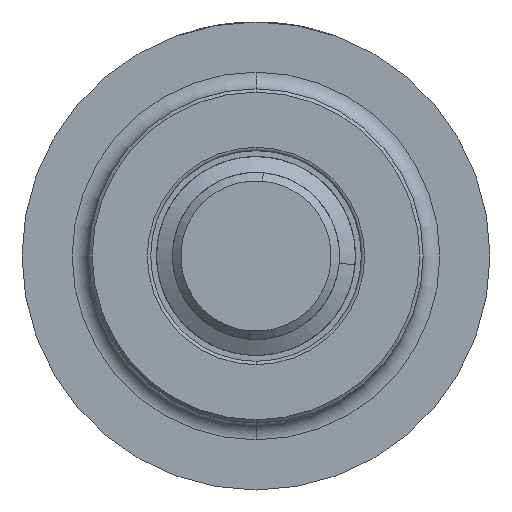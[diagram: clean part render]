
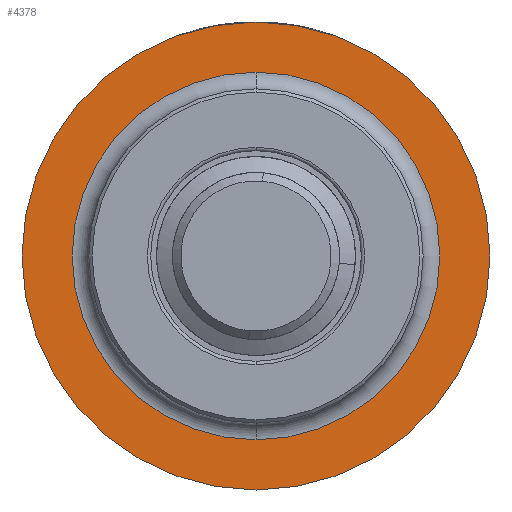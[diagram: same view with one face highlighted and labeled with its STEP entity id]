
A CAD part, front view. The second image highlights one B-rep face of the part: STEP entity #4378.
In plain terms, the highlighted planar face has unit normal (0, -1, 0).
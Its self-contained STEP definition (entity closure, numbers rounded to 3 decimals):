
#257 = CARTESIAN_POINT ( 'NONE',  ( 0., 7.42, 11. ) ) ;
#436 = CARTESIAN_POINT ( 'NONE',  ( 0., 7.42, -14. ) ) ;
#566 = VERTEX_POINT ( 'NONE', #257 ) ;
#587 = CARTESIAN_POINT ( 'NONE',  ( 0., 7.42, 0. ) ) ;
#771 = DIRECTION ( 'NONE',  ( 0., 0., -1. ) ) ;
#1112 = AXIS2_PLACEMENT_3D ( 'NONE', #7925, #4820, #2179 ) ;
#1201 = DIRECTION ( 'NONE',  ( 0., -1., 0. ) ) ;
#1260 = DIRECTION ( 'NONE',  ( 0., -1., 0. ) ) ;
#1306 = CARTESIAN_POINT ( 'NONE',  ( 0., 7.42, 0. ) ) ;
#1341 = CARTESIAN_POINT ( 'NONE',  ( 11., 7.42, 0. ) ) ;
#1803 = AXIS2_PLACEMENT_3D ( 'NONE', #1341, #3293, #771 ) ;
#2179 = DIRECTION ( 'NONE',  ( 0., 0., -1. ) ) ;
#2225 = EDGE_CURVE ( 'NONE', #566, #4734, #7891, .T. ) ;
#2322 = EDGE_CURVE ( 'NONE', #3649, #5085, #2808, .T. ) ;
#2808 = CIRCLE ( 'NONE', #1112, 14. ) ;
#2875 = CIRCLE ( 'NONE', #4414, 11. ) ;
#3147 = AXIS2_PLACEMENT_3D ( 'NONE', #4415, #1201, #3959 ) ;
#3293 = DIRECTION ( 'NONE',  ( 0., -1., 0. ) ) ;
#3649 = VERTEX_POINT ( 'NONE', #436 ) ;
#3683 = ORIENTED_EDGE ( 'NONE', *, *, #2322, .T. ) ;
#3878 = DIRECTION ( 'NONE',  ( 0., 0., -1. ) ) ;
#3959 = DIRECTION ( 'NONE',  ( 0., 0., -1. ) ) ;
#4303 = EDGE_LOOP ( 'NONE', ( #4714, #7198 ) ) ;
#4322 = CARTESIAN_POINT ( 'NONE',  ( 0., 7.42, 14. ) ) ;
#4378 = ADVANCED_FACE ( 'NONE', ( #6608, #5805 ), #7767, .T. ) ;
#4414 = AXIS2_PLACEMENT_3D ( 'NONE', #1306, #4561, #3878 ) ;
#4415 = CARTESIAN_POINT ( 'NONE',  ( 0., 7.42, 0. ) ) ;
#4491 = ORIENTED_EDGE ( 'NONE', *, *, #6569, .T. ) ;
#4561 = DIRECTION ( 'NONE',  ( 0., -1., 0. ) ) ;
#4714 = ORIENTED_EDGE ( 'NONE', *, *, #7170, .F. ) ;
#4734 = VERTEX_POINT ( 'NONE', #7016 ) ;
#4796 = EDGE_LOOP ( 'NONE', ( #3683, #4491 ) ) ;
#4820 = DIRECTION ( 'NONE',  ( 0., -1., 0. ) ) ;
#5085 = VERTEX_POINT ( 'NONE', #4322 ) ;
#5805 = FACE_BOUND ( 'NONE', #4303, .T. ) ;
#5890 = CIRCLE ( 'NONE', #7687, 14. ) ;
#6414 = DIRECTION ( 'NONE',  ( 0., 0., -1. ) ) ;
#6569 = EDGE_CURVE ( 'NONE', #5085, #3649, #5890, .T. ) ;
#6608 = FACE_OUTER_BOUND ( 'NONE', #4796, .T. ) ;
#7016 = CARTESIAN_POINT ( 'NONE',  ( 0., 7.42, -11. ) ) ;
#7170 = EDGE_CURVE ( 'NONE', #4734, #566, #2875, .T. ) ;
#7198 = ORIENTED_EDGE ( 'NONE', *, *, #2225, .F. ) ;
#7687 = AXIS2_PLACEMENT_3D ( 'NONE', #587, #1260, #6414 ) ;
#7767 = PLANE ( 'NONE',  #1803 ) ;
#7891 = CIRCLE ( 'NONE', #3147, 11. ) ;
#7925 = CARTESIAN_POINT ( 'NONE',  ( 0., 7.42, 0. ) ) ;
